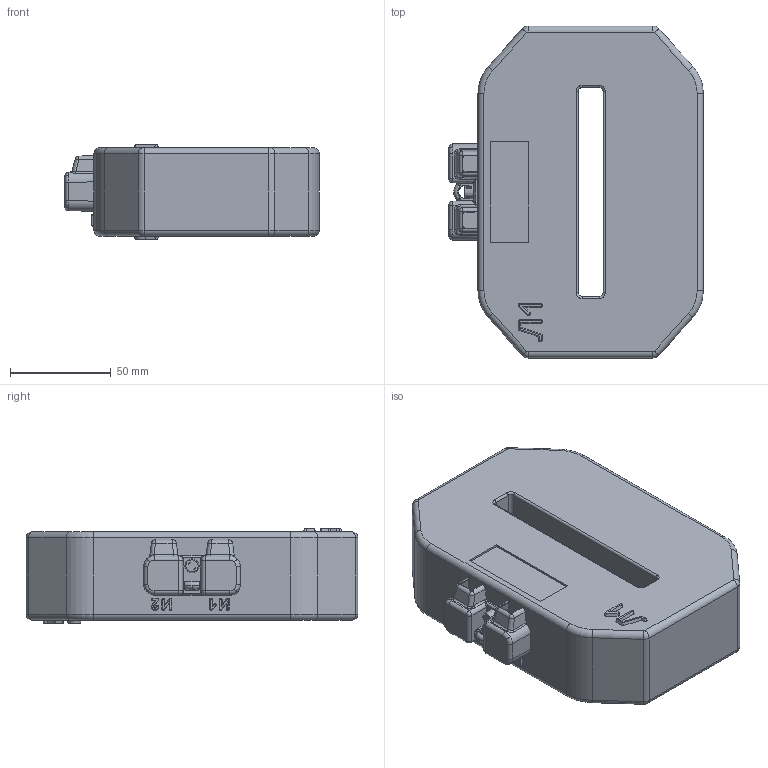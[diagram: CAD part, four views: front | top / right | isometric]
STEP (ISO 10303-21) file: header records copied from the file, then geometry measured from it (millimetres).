
FILE_DESCRIPTION (( 'STEP AP203' ), '1' );
FILE_NAME ('ÒØË-0,66-II-1 (800-2000) À.STEP', '2017-06-08T03:39:37', ( '' ), ( '' ), 'SwSTEP 2.0', 'SolidWorks 2010', '' );
FILE_SCHEMA (( 'CONFIG_CONTROL_DESIGN' ));
Length unit declared in the file: millimetre
Products named in the file (1): ﾒﾘﾋ-0,66-II-1 (800-2000) ﾀ
Bounding box: 126.5 x 165 x 47 mm (x, y, z)
Surface area: 65879.2 mm2 (no closed solid volume)
Topology: 0 solids, 3 shells, 344 faces, 966 edges, 610 vertices
Faces by surface type: plane 99, cylinder 80, bspline 76, cone 56, torus 24, sphere 9
Entity records: 12867 total; most frequent: CARTESIAN_POINT 4639, ORIENTED_EDGE 1741, DIRECTION 1596, EDGE_CURVE 962, VERTEX_POINT 610, AXIS2_PLACEMENT_3D 594, VECTOR 408, LINE 408
